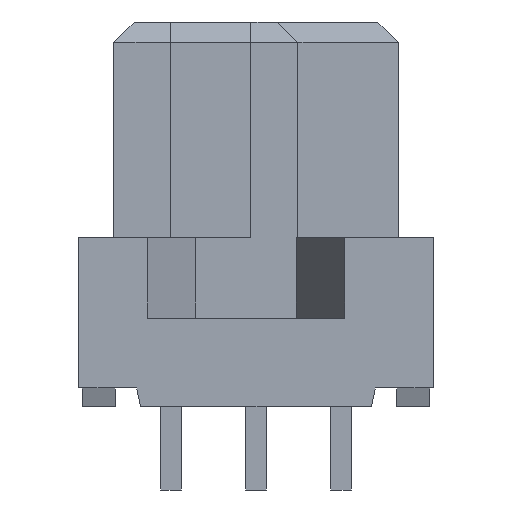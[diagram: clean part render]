
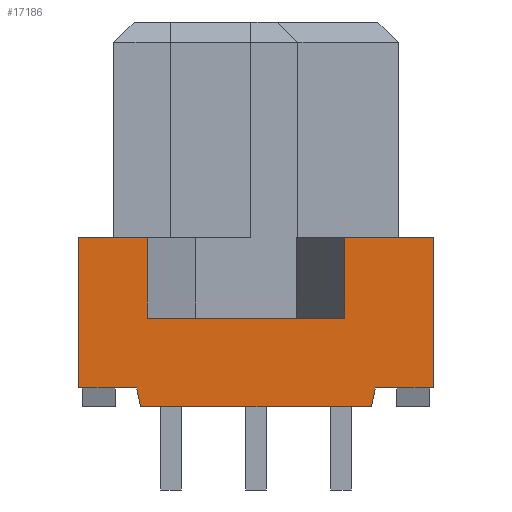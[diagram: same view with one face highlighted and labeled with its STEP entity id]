
A CAD part, left-side view. The second image highlights one B-rep face of the part: STEP entity #17186.
In plain terms, the highlighted planar face has unit normal (-1, 0, 0).
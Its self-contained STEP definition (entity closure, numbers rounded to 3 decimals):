
#1301=DIRECTION('',(0.,1.,0.));
#1302=VECTOR('',#1301,2.65);
#1303=CARTESIAN_POINT('',(-26.608,-5.3,-6.45));
#1304=LINE('',#1303,#1302);
#1369=DIRECTION('',(0.,1.,0.));
#1370=VECTOR('',#1369,2.05);
#1371=CARTESIAN_POINT('',(-26.608,3.25,-6.45));
#1372=LINE('',#1371,#1370);
#1381=DIRECTION('',(0.,0.,-1.));
#1382=VECTOR('',#1381,4.49);
#1383=CARTESIAN_POINT('',(-26.608,-5.3,-6.45));
#1384=LINE('',#1383,#1382);
#1385=DIRECTION('',(0.,0.208,-0.978));
#1386=VECTOR('',#1385,0.573);
#1387=CARTESIAN_POINT('',(-26.608,-3.569,-10.94));
#1388=LINE('',#1387,#1386);
#1389=DIRECTION('',(0.,1.,0.));
#1390=VECTOR('',#1389,6.9);
#1391=CARTESIAN_POINT('',(-26.608,-3.45,-11.5));
#1392=LINE('',#1391,#1390);
#1393=DIRECTION('',(0.,0.208,0.978));
#1394=VECTOR('',#1393,0.573);
#1395=CARTESIAN_POINT('',(-26.608,3.45,-11.5));
#1396=LINE('',#1395,#1394);
#1397=DIRECTION('',(0.,0.,-1.));
#1398=VECTOR('',#1397,2.4);
#1399=CARTESIAN_POINT('',(-26.608,3.25,-6.45));
#1400=LINE('',#1399,#1398);
#1401=DIRECTION('',(0.,1.,0.));
#1402=VECTOR('',#1401,5.9);
#1403=CARTESIAN_POINT('',(-26.608,-2.65,-8.85));
#1404=LINE('',#1403,#1402);
#1405=DIRECTION('',(0.,0.,-1.));
#1406=VECTOR('',#1405,2.4);
#1407=CARTESIAN_POINT('',(-26.608,-2.65,-6.45));
#1408=LINE('',#1407,#1406);
#1469=DIRECTION('',(0.,0.,-1.));
#1470=VECTOR('',#1469,4.49);
#1471=CARTESIAN_POINT('',(-26.608,5.3,-6.45));
#1472=LINE('',#1471,#1470);
#1481=DIRECTION('',(0.,1.,0.));
#1482=VECTOR('',#1481,1.731);
#1483=CARTESIAN_POINT('',(-26.608,-5.3,-10.94));
#1484=LINE('',#1483,#1482);
#1517=DIRECTION('',(0.,1.,0.));
#1518=VECTOR('',#1517,1.731);
#1519=CARTESIAN_POINT('',(-26.608,3.569,-10.94));
#1520=LINE('',#1519,#1518);
#12088=CARTESIAN_POINT('',(-26.608,5.3,-6.45));
#12090=VERTEX_POINT('',#12088);
#12093=CARTESIAN_POINT('',(-26.608,-5.3,-6.45));
#12095=VERTEX_POINT('',#12093);
#12096=CARTESIAN_POINT('',(-26.608,5.3,-10.94));
#12098=VERTEX_POINT('',#12096);
#12103=CARTESIAN_POINT('',(-26.608,-5.3,-10.94));
#12105=VERTEX_POINT('',#12103);
#12200=CARTESIAN_POINT('',(-26.608,-2.65,-6.45));
#12201=VERTEX_POINT('',#12200);
#12202=CARTESIAN_POINT('',(-26.608,3.25,-6.45));
#12203=VERTEX_POINT('',#12202);
#12820=CARTESIAN_POINT('',(-26.608,-2.65,-8.85));
#12821=CARTESIAN_POINT('',(-26.608,3.25,-8.85));
#12822=VERTEX_POINT('',#12820);
#12823=VERTEX_POINT('',#12821);
#12860=CARTESIAN_POINT('',(-26.608,-3.45,-11.5));
#12861=CARTESIAN_POINT('',(-26.608,3.45,-11.5));
#12862=VERTEX_POINT('',#12860);
#12863=VERTEX_POINT('',#12861);
#12864=CARTESIAN_POINT('',(-26.608,-3.569,-10.94));
#12865=VERTEX_POINT('',#12864);
#12866=CARTESIAN_POINT('',(-26.608,3.569,-10.94));
#12867=VERTEX_POINT('',#12866);
#17157=CARTESIAN_POINT('',(-26.608,-5.3,-6.45));
#17158=DIRECTION('',(-1.,0.,0.));
#17159=DIRECTION('',(0.,1.,0.));
#17160=AXIS2_PLACEMENT_3D('',#17157,#17158,#17159);
#17161=PLANE('',#17160);
#17162=ORIENTED_EDGE('',*,*,#17090,.F.);
#17164=ORIENTED_EDGE('',*,*,#17163,.T.);
#17166=ORIENTED_EDGE('',*,*,#17165,.T.);
#17168=ORIENTED_EDGE('',*,*,#17167,.T.);
#17170=ORIENTED_EDGE('',*,*,#17169,.T.);
#17172=ORIENTED_EDGE('',*,*,#17171,.T.);
#17174=ORIENTED_EDGE('',*,*,#17173,.T.);
#17176=ORIENTED_EDGE('',*,*,#17175,.F.);
#17177=ORIENTED_EDGE('',*,*,#17148,.F.);
#17179=ORIENTED_EDGE('',*,*,#17178,.T.);
#17181=ORIENTED_EDGE('',*,*,#17180,.F.);
#17183=ORIENTED_EDGE('',*,*,#17182,.F.);
#17184=EDGE_LOOP('',(#17162,#17164,#17166,#17168,#17170,#17172,#17174,#17176,
#17177,#17179,#17181,#17183));
#17185=FACE_OUTER_BOUND('',#17184,.F.);
#17186=ADVANCED_FACE('',(#17185),#17161,.T.);
#17090=EDGE_CURVE('',#12095,#12201,#1304,.T.);
#17148=EDGE_CURVE('',#12203,#12090,#1372,.T.);
#17163=EDGE_CURVE('',#12095,#12105,#1384,.T.);
#17165=EDGE_CURVE('',#12105,#12865,#1484,.T.);
#17167=EDGE_CURVE('',#12865,#12862,#1388,.T.);
#17169=EDGE_CURVE('',#12862,#12863,#1392,.T.);
#17171=EDGE_CURVE('',#12863,#12867,#1396,.T.);
#17173=EDGE_CURVE('',#12867,#12098,#1520,.T.);
#17175=EDGE_CURVE('',#12090,#12098,#1472,.T.);
#17178=EDGE_CURVE('',#12203,#12823,#1400,.T.);
#17180=EDGE_CURVE('',#12822,#12823,#1404,.T.);
#17182=EDGE_CURVE('',#12201,#12822,#1408,.T.);
